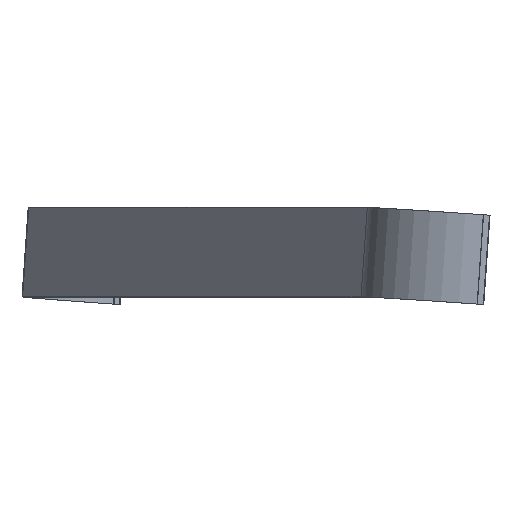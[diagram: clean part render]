
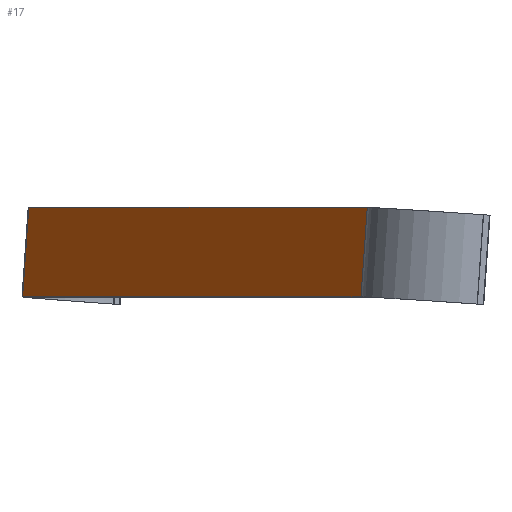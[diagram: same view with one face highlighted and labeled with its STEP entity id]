
A CAD part, front view. The second image highlights one B-rep face of the part: STEP entity #17.
In plain terms, the highlighted planar face has unit normal (-0.991, -0.116, 0.07).
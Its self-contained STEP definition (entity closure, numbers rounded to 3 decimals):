
#17 = ADVANCED_FACE('',(#18),#32,.F.);
#18 = FACE_BOUND('',#19,.F.);
#19 = EDGE_LOOP('',(#20,#53,#81,#107));
#20 = ORIENTED_EDGE('',*,*,#21,.T.);
#21 = EDGE_CURVE('',#22,#24,#26,.T.);
#22 = VERTEX_POINT('',#23);
#23 = CARTESIAN_POINT('',(12035.16,2064.143,
    40.302));
#24 = VERTEX_POINT('',#25);
#25 = CARTESIAN_POINT('',(12187.799,758.233,
    40.302));
#26 = SURFACE_CURVE('',#27,(#31,#42),.PCURVE_S1.);
#27 = LINE('',#28,#29);
#28 = CARTESIAN_POINT('',(12111.223,1413.379,
    40.302));
#29 = VECTOR('',#30,1.);
#30 = DIRECTION('',(0.116,-0.993,0.));
#31 = PCURVE('',#32,#37);
#32 = PLANE('',#33);
#33 = AXIS2_PLACEMENT_3D('',#34,#35,#36);
#34 = CARTESIAN_POINT('',(12049.452,1408.379,
    -846.888));
#35 = DIRECTION('',(0.991,0.116,-0.07));
#36 = DIRECTION('',(-0.07,0.,
    -0.998));
#37 = DEFINITIONAL_REPRESENTATION('',(#38),#41);
#38 = B_SPLINE_CURVE_WITH_KNOTS('',1,(#39,#40),.UNSPECIFIED.,.F.,.F.,(2,
    2),(-854.81,852.81),.PIECEWISE_BEZIER_KNOTS.);
#39 = CARTESIAN_POINT('',(-882.379,859.814));
#40 = CARTESIAN_POINT('',(-896.278,-847.749));
#41 = ( GEOMETRIC_REPRESENTATION_CONTEXT(2) 
PARAMETRIC_REPRESENTATION_CONTEXT() REPRESENTATION_CONTEXT('2D SPACE',''
  ) );
#42 = PCURVE('',#43,#48);
#43 = PLANE('',#44);
#44 = AXIS2_PLACEMENT_3D('',#45,#46,#47);
#45 = CARTESIAN_POINT('',(12126.72,1412.969,
    39.23));
#46 = DIRECTION('',(-0.069,-0.008,
    -0.998));
#47 = DIRECTION('',(-0.998,0.,
    0.069));
#48 = DEFINITIONAL_REPRESENTATION('',(#49),#52);
#49 = B_SPLINE_CURVE_WITH_KNOTS('',1,(#50,#51),.UNSPECIFIED.,.F.,.F.,(2,
    2),(-854.81,852.81),.PIECEWISE_BEZIER_KNOTS.);
#50 = CARTESIAN_POINT('',(114.533,849.467));
#51 = CARTESIAN_POINT('',(-83.235,-846.662));
#52 = ( GEOMETRIC_REPRESENTATION_CONTEXT(2) 
PARAMETRIC_REPRESENTATION_CONTEXT() REPRESENTATION_CONTEXT('2D SPACE',''
  ) );
#53 = ORIENTED_EDGE('',*,*,#54,.F.);
#54 = EDGE_CURVE('',#55,#24,#57,.T.);
#55 = VERTEX_POINT('',#56);
#56 = CARTESIAN_POINT('',(12184.985,758.069,
    0.));
#57 = SURFACE_CURVE('',#58,(#62,#69),.PCURVE_S1.);
#58 = LINE('',#59,#60);
#59 = CARTESIAN_POINT('',(12124.319,754.536,
    -869.035));
#60 = VECTOR('',#61,1.);
#61 = DIRECTION('',(0.07,0.004,0.998
    ));
#62 = PCURVE('',#32,#63);
#63 = DEFINITIONAL_REPRESENTATION('',(#64),#68);
#64 = LINE('',#65,#66);
#65 = CARTESIAN_POINT('',(16.843,-658.273));
#66 = VECTOR('',#67,1.);
#67 = DIRECTION('',(-1.,0.004));
#68 = ( GEOMETRIC_REPRESENTATION_CONTEXT(2) 
PARAMETRIC_REPRESENTATION_CONTEXT() REPRESENTATION_CONTEXT('2D SPACE',''
  ) );
#69 = PCURVE('',#70,#75);
#70 = CYLINDRICAL_SURFACE('',#71,50.);
#71 = AXIS2_PLACEMENT_3D('',#72,#73,#74);
#72 = CARTESIAN_POINT('',(12173.86,760.326,
    -872.516));
#73 = DIRECTION('',(0.07,0.004,0.998
    ));
#74 = DIRECTION('',(-0.991,-0.116,0.07)
  );
#75 = DEFINITIONAL_REPRESENTATION('',(#76),#80);
#76 = LINE('',#77,#78);
#77 = CARTESIAN_POINT('',(0.,0.));
#78 = VECTOR('',#79,1.);
#79 = DIRECTION('',(0.,1.));
#80 = ( GEOMETRIC_REPRESENTATION_CONTEXT(2) 
PARAMETRIC_REPRESENTATION_CONTEXT() REPRESENTATION_CONTEXT('2D SPACE',''
  ) );
#81 = ORIENTED_EDGE('',*,*,#82,.F.);
#82 = EDGE_CURVE('',#83,#55,#85,.T.);
#83 = VERTEX_POINT('',#84);
#84 = CARTESIAN_POINT('',(12032.384,2063.654,
    0.));
#85 = SURFACE_CURVE('',#86,(#90,#96),.PCURVE_S1.);
#86 = LINE('',#87,#88);
#87 = CARTESIAN_POINT('',(12108.429,1413.052,
    0.));
#88 = VECTOR('',#89,1.);
#89 = DIRECTION('',(0.116,-0.993,0.));
#90 = PCURVE('',#32,#91);
#91 = DEFINITIONAL_REPRESENTATION('',(#92),#95);
#92 = B_SPLINE_CURVE_WITH_KNOTS('',1,(#93,#94),.UNSPECIFIED.,.F.,.F.,(2,
    2),(-855.138,852.481),.PIECEWISE_BEZIER_KNOTS.);
#93 = CARTESIAN_POINT('',(-841.978,859.814));
#94 = CARTESIAN_POINT('',(-855.877,-847.749));
#95 = ( GEOMETRIC_REPRESENTATION_CONTEXT(2) 
PARAMETRIC_REPRESENTATION_CONTEXT() REPRESENTATION_CONTEXT('2D SPACE',''
  ) );
#96 = PCURVE('',#97,#102);
#97 = PLANE('',#98);
#98 = AXIS2_PLACEMENT_3D('',#99,#100,#101);
#99 = CARTESIAN_POINT('',(12123.925,1412.643,
    -1.071));
#100 = DIRECTION('',(-0.069,-0.008,
    -0.998));
#101 = DIRECTION('',(-0.998,0.,
    0.069));
#102 = DEFINITIONAL_REPRESENTATION('',(#103),#106);
#103 = B_SPLINE_CURVE_WITH_KNOTS('',1,(#104,#105),.UNSPECIFIED.,.F.,.F.,
  (2,2),(-855.138,852.481),.PIECEWISE_BEZIER_KNOTS.);
#104 = CARTESIAN_POINT('',(114.571,849.793));
#105 = CARTESIAN_POINT('',(-83.197,-846.335));
#106 = ( GEOMETRIC_REPRESENTATION_CONTEXT(2) 
PARAMETRIC_REPRESENTATION_CONTEXT() REPRESENTATION_CONTEXT('2D SPACE',''
  ) );
#107 = ORIENTED_EDGE('',*,*,#108,.F.);
#108 = EDGE_CURVE('',#22,#83,#109,.T.);
#109 = SURFACE_CURVE('',#110,(#114,#121),.PCURVE_S1.);
#110 = LINE('',#111,#112);
#111 = CARTESIAN_POINT('',(12092.257,2074.211,
    869.416));
#112 = VECTOR('',#113,1.);
#113 = DIRECTION('',(-0.069,-0.012,
    -0.998));
#114 = PCURVE('',#32,#115);
#115 = DEFINITIONAL_REPRESENTATION('',(#116),#120);
#116 = LINE('',#117,#118);
#117 = CARTESIAN_POINT('',(-1715.081,670.342));
#118 = VECTOR('',#119,1.);
#119 = DIRECTION('',(1.,-0.012));
#120 = ( GEOMETRIC_REPRESENTATION_CONTEXT(2) 
PARAMETRIC_REPRESENTATION_CONTEXT() REPRESENTATION_CONTEXT('2D SPACE',''
  ) );
#121 = PCURVE('',#122,#127);
#122 = CYLINDRICAL_SURFACE('',#123,50.);
#123 = AXIS2_PLACEMENT_3D('',#124,#125,#126);
#124 = CARTESIAN_POINT('',(12141.798,2080.001,
    865.934));
#125 = DIRECTION('',(-0.069,-0.012,
    -0.998));
#126 = DIRECTION('',(-0.991,-0.116,0.07)
  );
#127 = DEFINITIONAL_REPRESENTATION('',(#128),#132);
#128 = LINE('',#129,#130);
#129 = CARTESIAN_POINT('',(0.,0.));
#130 = VECTOR('',#131,1.);
#131 = DIRECTION('',(0.,1.));
#132 = ( GEOMETRIC_REPRESENTATION_CONTEXT(2) 
PARAMETRIC_REPRESENTATION_CONTEXT() REPRESENTATION_CONTEXT('2D SPACE',''
  ) );
